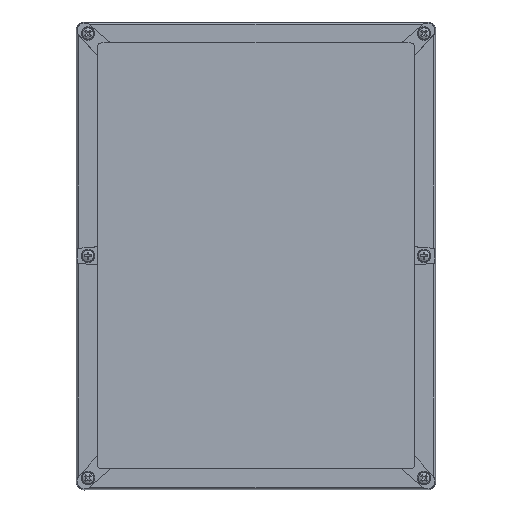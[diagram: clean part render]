
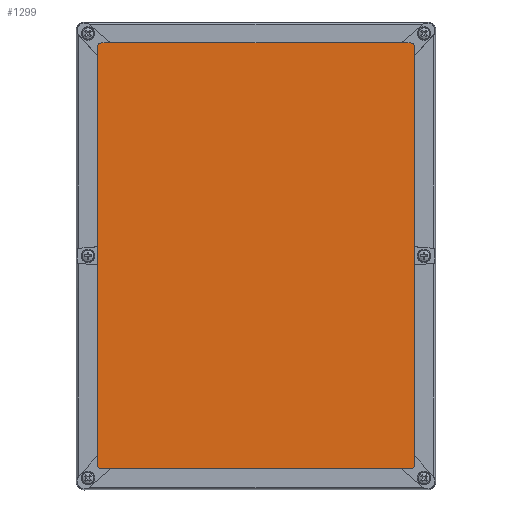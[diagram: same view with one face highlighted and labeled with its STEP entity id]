
A CAD part, top view. The second image highlights one B-rep face of the part: STEP entity #1299.
In plain terms, the highlighted planar face has unit normal (0, 0, 1).
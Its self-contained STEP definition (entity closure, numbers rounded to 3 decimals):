
#1299 = ADVANCED_FACE( '', ( #3332 ), #3333, .T. );
#3332 = FACE_OUTER_BOUND( '', #6290, .T. );
#3333 = PLANE( '', #6291 );
#6290 = EDGE_LOOP( '', ( #9999, #10000, #10001, #10002, #10003, #10004, #10005, #10006 ) );
#6291 = AXIS2_PLACEMENT_3D( '', #10007, #10008, #10009 );
#9999 = ORIENTED_EDGE( '', *, *, #17729, .T. );
#10000 = ORIENTED_EDGE( '', *, *, #17670, .T. );
#10001 = ORIENTED_EDGE( '', *, *, #17730, .T. );
#10002 = ORIENTED_EDGE( '', *, *, #17457, .T. );
#10003 = ORIENTED_EDGE( '', *, *, #17731, .T. );
#10004 = ORIENTED_EDGE( '', *, *, #17732, .T. );
#10005 = ORIENTED_EDGE( '', *, *, #17444, .T. );
#10006 = ORIENTED_EDGE( '', *, *, #17733, .T. );
#10007 = CARTESIAN_POINT( '', ( -99.5, -134.5, 28.7 ) );
#10008 = DIRECTION( '', ( 0., 0., 1. ) );
#10009 = DIRECTION( '', ( 1., 0., 0. ) );
#17444 = EDGE_CURVE( '', #20995, #20993, #20996, .T. );
#17457 = EDGE_CURVE( '', #21019, #21017, #21020, .T. );
#17670 = EDGE_CURVE( '', #21390, #21388, #21391, .T. );
#17729 = EDGE_CURVE( '', #21490, #21390, #21491, .T. );
#17730 = EDGE_CURVE( '', #21388, #21019, #21492, .T. );
#17731 = EDGE_CURVE( '', #21017, #21493, #21494, .T. );
#17732 = EDGE_CURVE( '', #21493, #20995, #21495, .T. );
#17733 = EDGE_CURVE( '', #20993, #21490, #21496, .T. );
#20993 = VERTEX_POINT( '', #26142 );
#20995 = VERTEX_POINT( '', #26145 );
#20996 = LINE( '', #26146, #26147 );
#21017 = VERTEX_POINT( '', #26175 );
#21019 = VERTEX_POINT( '', #26178 );
#21020 = CIRCLE( '', #26179, 3. );
#21388 = VERTEX_POINT( '', #26736 );
#21390 = VERTEX_POINT( '', #26739 );
#21391 = CIRCLE( '', #26740, 3. );
#21490 = VERTEX_POINT( '', #26889 );
#21491 = LINE( '', #26890, #26891 );
#21492 = LINE( '', #26892, #26893 );
#21493 = VERTEX_POINT( '', #26894 );
#21494 = LINE( '', #26895, #26896 );
#21495 = CIRCLE( '', #26897, 3. );
#21496 = CIRCLE( '', #26898, 3. );
#26142 = CARTESIAN_POINT( '', ( -99.5, 137.5, 28.7 ) );
#26145 = CARTESIAN_POINT( '', ( 99.5, 137.5, 28.7 ) );
#26146 = CARTESIAN_POINT( '', ( 99.5, 137.5, 28.7 ) );
#26147 = VECTOR( '', #32532, 1000. );
#26175 = CARTESIAN_POINT( '', ( 102.5, -134.5, 28.7 ) );
#26178 = CARTESIAN_POINT( '', ( 99.5, -137.5, 28.7 ) );
#26179 = AXIS2_PLACEMENT_3D( '', #32547, #32548, #32549 );
#26736 = CARTESIAN_POINT( '', ( -99.5, -137.5, 28.7 ) );
#26739 = CARTESIAN_POINT( '', ( -102.5, -134.5, 28.7 ) );
#26740 = AXIS2_PLACEMENT_3D( '', #32805, #32806, #32807 );
#26889 = CARTESIAN_POINT( '', ( -102.5, 134.5, 28.7 ) );
#26890 = CARTESIAN_POINT( '', ( -102.5, 134.5, 28.7 ) );
#26891 = VECTOR( '', #32877, 1000. );
#26892 = CARTESIAN_POINT( '', ( -99.5, -137.5, 28.7 ) );
#26893 = VECTOR( '', #32878, 1000. );
#26894 = CARTESIAN_POINT( '', ( 102.5, 134.5, 28.7 ) );
#26895 = CARTESIAN_POINT( '', ( 102.5, -134.5, 28.7 ) );
#26896 = VECTOR( '', #32879, 1000. );
#26897 = AXIS2_PLACEMENT_3D( '', #32880, #32881, #32882 );
#26898 = AXIS2_PLACEMENT_3D( '', #32883, #32884, #32885 );
#32532 = DIRECTION( '', ( -1., 0., 0. ) );
#32547 = CARTESIAN_POINT( '', ( 99.5, -134.5, 28.7 ) );
#32548 = DIRECTION( '', ( 0., 0., 1. ) );
#32549 = DIRECTION( '', ( 1., 0., 0. ) );
#32805 = CARTESIAN_POINT( '', ( -99.5, -134.5, 28.7 ) );
#32806 = DIRECTION( '', ( 0., 0., 1. ) );
#32807 = DIRECTION( '', ( 1., 0., 0. ) );
#32877 = DIRECTION( '', ( 0., -1., 0. ) );
#32878 = DIRECTION( '', ( 1., 0., 0. ) );
#32879 = DIRECTION( '', ( 0., 1., 0. ) );
#32880 = CARTESIAN_POINT( '', ( 99.5, 134.5, 28.7 ) );
#32881 = DIRECTION( '', ( 0., 0., 1. ) );
#32882 = DIRECTION( '', ( 1., 0., 0. ) );
#32883 = CARTESIAN_POINT( '', ( -99.5, 134.5, 28.7 ) );
#32884 = DIRECTION( '', ( 0., 0., 1. ) );
#32885 = DIRECTION( '', ( 1., 0., 0. ) );
